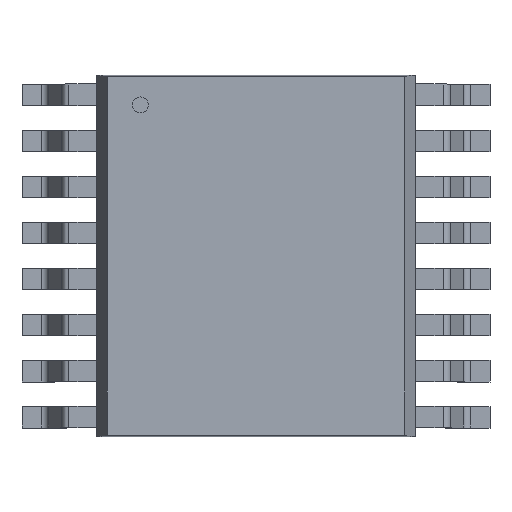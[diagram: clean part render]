
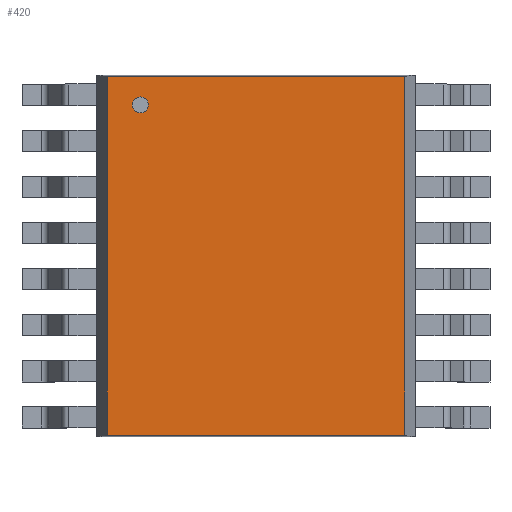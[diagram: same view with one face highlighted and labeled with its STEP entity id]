
A CAD part, top view. The second image highlights one B-rep face of the part: STEP entity #420.
In plain terms, the highlighted planar face has unit normal (0, 0, 1).
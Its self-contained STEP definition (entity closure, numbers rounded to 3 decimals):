
#420=ADVANCED_FACE($,(#426),#421,.F.);
#421=PLANE($,#422);
#422=AXIS2_PLACEMENT_3D($,#423,#424,#425);
#423=CARTESIAN_POINT('Origin',(-2.096,-2.527,1.194));
#424=DIRECTION('center_axis',(0.0,0.0,-1.0));
#425=DIRECTION('ref_axis',(0.,1.,0.));
#426=FACE_OUTER_BOUND($,#427,.T.);
#427=EDGE_LOOP($,(#428,#438,#448,#458));
#428=ORIENTED_EDGE($,*,*,#429,.F.);
#429=EDGE_CURVE($,#430,#432,#434,.T.);
#430=VERTEX_POINT($,#431);
#431=CARTESIAN_POINT('',(2.096,-2.527,1.194));
#432=VERTEX_POINT($,#433);
#433=CARTESIAN_POINT('',(-2.096,-2.527,1.194));
#434=LINE($,#435,#436);
#435=CARTESIAN_POINT($,(2.096,-2.527,1.194));
#436=VECTOR($,#437,4.191);
#437=DIRECTION($,(-1.0,0.0,0.0));
#438=ORIENTED_EDGE($,*,*,#439,.F.);
#439=EDGE_CURVE($,#440,#442,#444,.T.);
#440=VERTEX_POINT($,#441);
#441=CARTESIAN_POINT('',(2.096,2.527,1.194));
#442=VERTEX_POINT($,#431);
#444=LINE($,#445,#446);
#445=CARTESIAN_POINT($,(2.096,2.527,1.194));
#446=VECTOR($,#447,5.055);
#447=DIRECTION($,(0.0,-1.0,0.0));
#448=ORIENTED_EDGE($,*,*,#449,.F.);
#449=EDGE_CURVE($,#450,#452,#454,.T.);
#450=VERTEX_POINT($,#451);
#451=CARTESIAN_POINT('',(-2.096,2.527,1.194));
#452=VERTEX_POINT($,#441);
#454=LINE($,#455,#456);
#455=CARTESIAN_POINT($,(-2.096,2.527,1.194));
#456=VECTOR($,#457,4.191);
#457=DIRECTION($,(1.0,0.0,0.0));
#458=ORIENTED_EDGE($,*,*,#459,.F.);
#459=EDGE_CURVE($,#460,#462,#464,.T.);
#460=VERTEX_POINT($,#433);
#462=VERTEX_POINT($,#451);
#464=LINE($,#465,#466);
#465=CARTESIAN_POINT($,(-2.096,-2.527,1.194));
#466=VECTOR($,#467,5.055);
#467=DIRECTION($,(0.0,1.0,0.0));
